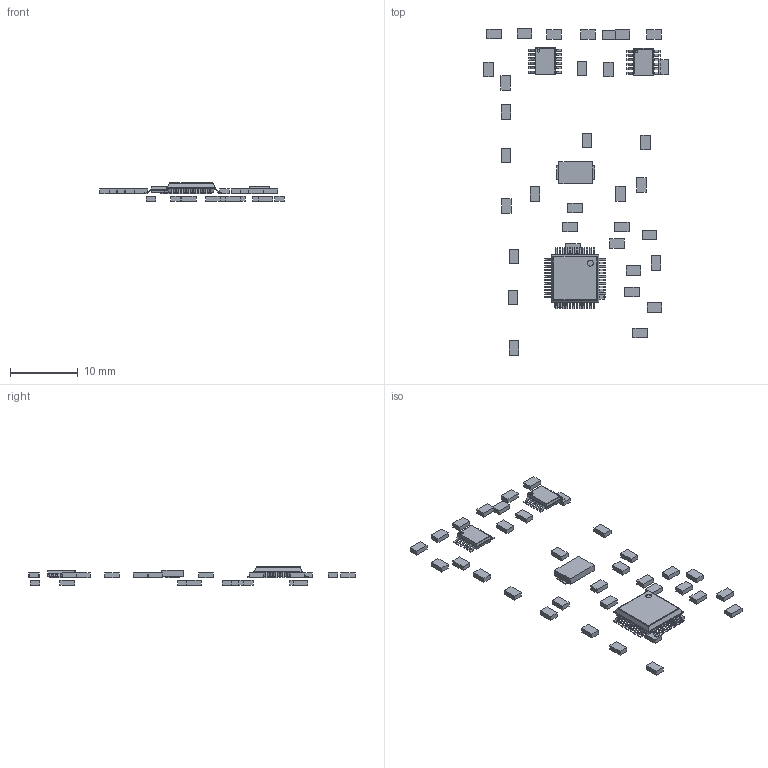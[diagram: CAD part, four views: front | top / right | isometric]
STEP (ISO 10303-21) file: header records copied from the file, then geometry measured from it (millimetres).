
FILE_DESCRIPTION(('Open CASCADE Model'),'2;1');
FILE_NAME('Open CASCADE Shape Model','2019-11-25T17:04:58',('Author'),( 'Open CASCADE'),'Open CASCADE STEP processor 6.8','Open CASCADE 6.8' ,'Unknown');
FILE_SCHEMA(('AUTOMOTIVE_DESIGN { 1 0 10303 214 1 1 1 1 }'));
Length unit declared in the file: millimetre
Products named in the file (56): PCB; R24; 5859421024; Extruded; Y2; 6838514880; Body; ('pin',_'1'); ('pin',_'2'); R15; R23; 5859420464; R22; R21; C14; C13; C12; Rmmpc2; Rmmpc1; R20; R8; L2; C11; A2; 6838512080; PinsArrayLR; A1; R10; R9; R19; R12; R7; R6; R5; R4; R3; R2; R1; L1; D1 ...
Assembly tree (90 placements, depth 4):
  PCB
    R24
      5859421024
        Extruded
    Y2
      6838514880
        Body
        ('pin',_'1')
        ('pin',_'2')
    R15
      5859421024
        Extruded
    R23
      5859420464
        Extruded
    R22
      5859420464
        Extruded
    R21
      5859420464
        Extruded
    C14
      5859421024
        Extruded
    C13
      5859421024
        Extruded
    C12
      5859420464
        Extruded
    Rmmpc2
      5859421024
        Extruded
    Rmmpc1
      5859421024
        Extruded
    R20
      5859420464
        Extruded
    R8
      5859421024
        Extruded
    L2
      5859420464
        Extruded
    C11
      5859421024
        Extruded
    A2
      6838512080
        Body
        PinsArrayLR
    A1
      6838512080
        Body
        PinsArrayLR
    R10
      5859420464
        Extruded
    R9
Bounding box: 27.21 x 48.14 x 2.71 mm (x, y, z)
Volume: 186.7 mm3; surface area: 728.8 mm2
Topology: 114 solids, 114 shells, 1242 faces, 2985 edges, 1974 vertices
Faces by surface type: plane 999, cylinder 243
Full cylindrical faces by diameter (mm): 0.375 x2, 0.875 x1
Entity records: 27046 total; most frequent: CARTESIAN_POINT 4495, DIRECTION 4412, ORIENTED_EDGE 4268, EDGE_CURVE 2134, LINE 1754, VECTOR 1754, VERTEX_POINT 1412, AXIS2_PLACEMENT_3D 1329
